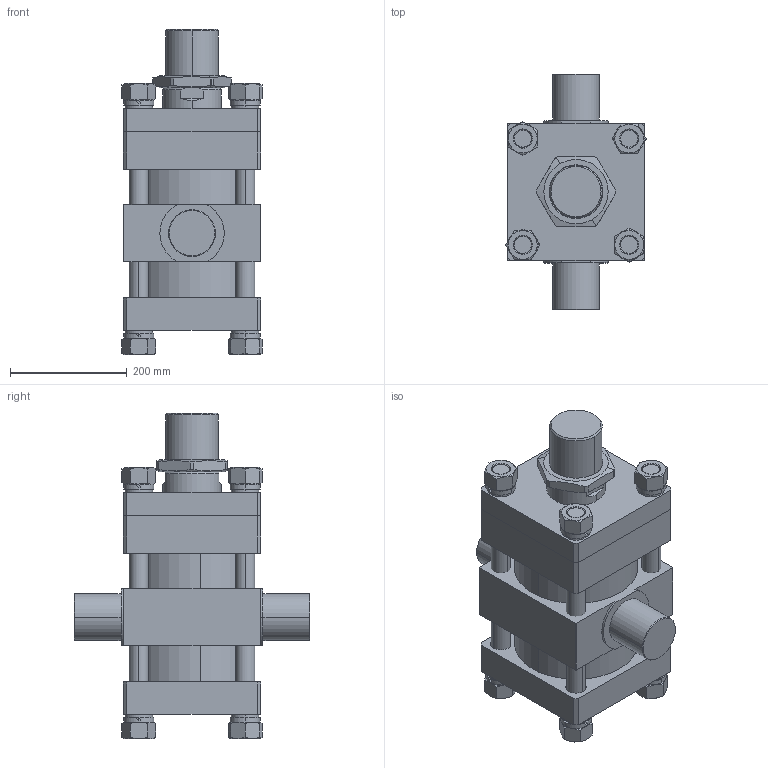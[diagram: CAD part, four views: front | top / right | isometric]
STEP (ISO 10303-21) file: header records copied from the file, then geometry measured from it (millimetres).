
FILE_DESCRIPTION (( 'STEP AP203' ), '1' );
FILE_NAME ('HOB-180-100-100-TC.STEP', '2021-04-27T10:15:00', ( '微软用户' ), ( '微软中国' ), 'SwSTEP 2.0', 'SolidWorks 2012', '' );
FILE_SCHEMA (( 'CONFIG_CONTROL_DESIGN' ));
Length unit declared in the file: millimetre
Products named in the file (13): HOB-180-100-100-TC; HOB-180-100-100-TC嶺裝2; HOB-180-100-100-TC嫉粣; M90x2綠20; hex nuts, style 1-grades ab gb_GB_FASTENER_NUT_SNAB1  B M33-N; spring lock washers--normal type gb_GB_FASTENER_WASHER_SW 33; plain washers for clevis pins gb_GB_ROUND_WASHERS_TYPE7 33; HOB-180-100-100-TC嶺裝1; HOB-180-100-100活塞杆; HOB-180-100-100掛极; HOB-180-100-100綴裔; HOB-180-100-100前盖; HOB-180-100-100楊擘
Assembly tree (39 placements, depth 2):
  HOB-180-100-100-TC
    HOB-180-100-100楊擘
    HOB-180-100-100前盖
    HOB-180-100-100綴裔
    HOB-180-100-100掛极
    HOB-180-100-100活塞杆
    HOB-180-100-100-TC嶺裝1  x4
    plain washers for clevis pins gb_GB_ROUND_WASHERS_TYPE7 33  x8
    spring lock washers--normal type gb_GB_FASTENER_WASHER_SW 33  x8
    hex nuts, style 1-grades ab gb_GB_FASTENER_NUT_SNAB1  B M33-N  x8
    M90x2綠20
    HOB-180-100-100-TC嫉粣
    HOB-180-100-100-TC嶺裝2  x4
Bounding box: 239.74 x 403 x 557.2 mm (x, y, z)
Volume: 18618730.8 mm3; surface area: 1722796.4 mm2
Topology: 39 solids, 39 shells, 539 faces, 1214 edges, 764 vertices
Faces by surface type: plane 201, cylinder 197, cone 129, torus 12
Entity records: 10055 total; most frequent: CARTESIAN_POINT 1737, DIRECTION 1425, ORIENTED_EDGE 1196, EDGE_CURVE 598, AXIS2_PLACEMENT_3D 573, VERTEX_POINT 380, EDGE_LOOP 314, VECTOR 279
